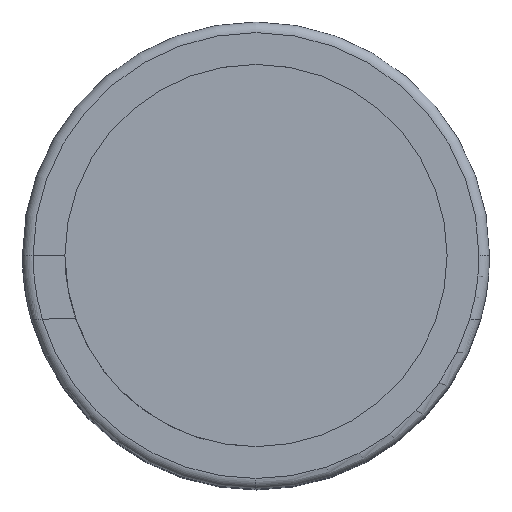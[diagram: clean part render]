
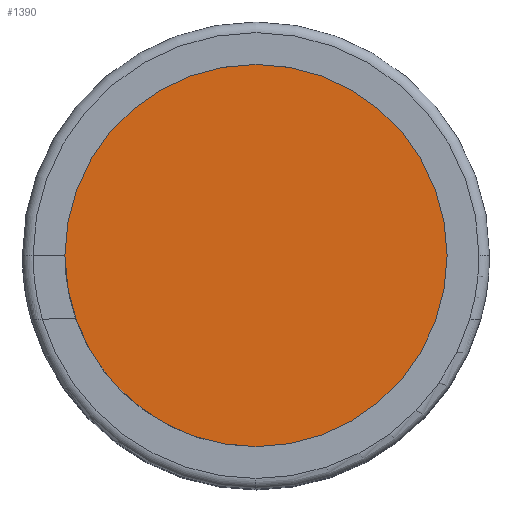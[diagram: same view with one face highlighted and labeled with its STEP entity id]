
A CAD part, top view. The second image highlights one B-rep face of the part: STEP entity #1390.
In plain terms, the highlighted planar face has unit normal (0, 0, 1).
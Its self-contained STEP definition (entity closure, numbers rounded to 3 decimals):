
#323 = VERTEX_POINT('',#324);
#324 = CARTESIAN_POINT('',(0.,-9.,24.7));
#330 = EDGE_CURVE('',#331,#323,#333,.T.);
#331 = VERTEX_POINT('',#332);
#332 = CARTESIAN_POINT('',(0.,9.,24.7));
#333 = CIRCLE('',#334,9.);
#334 = AXIS2_PLACEMENT_3D('',#335,#336,#337);
#335 = CARTESIAN_POINT('',(0.,0.,24.7));
#336 = DIRECTION('',(0.,0.,-1.));
#337 = DIRECTION('',(0.,-1.,0.));
#1362 = EDGE_CURVE('',#323,#331,#1363,.T.);
#1363 = CIRCLE('',#1364,9.);
#1364 = AXIS2_PLACEMENT_3D('',#1365,#1366,#1367);
#1365 = CARTESIAN_POINT('',(0.,0.,24.7)
  );
#1366 = DIRECTION('',(0.,0.,-1.));
#1367 = DIRECTION('',(0.,-1.,0.));
#1390 = ADVANCED_FACE('',(#1391),#1395,.T.);
#1391 = FACE_BOUND('',#1392,.T.);
#1392 = EDGE_LOOP('',(#1393,#1394));
#1393 = ORIENTED_EDGE('',*,*,#1362,.F.);
#1394 = ORIENTED_EDGE('',*,*,#330,.F.);
#1395 = PLANE('',#1396);
#1396 = AXIS2_PLACEMENT_3D('',#1397,#1398,#1399);
#1397 = CARTESIAN_POINT('',(-9.,0.,24.7));
#1398 = DIRECTION('',(0.,0.,1.));
#1399 = DIRECTION('',(0.,1.,0.));
